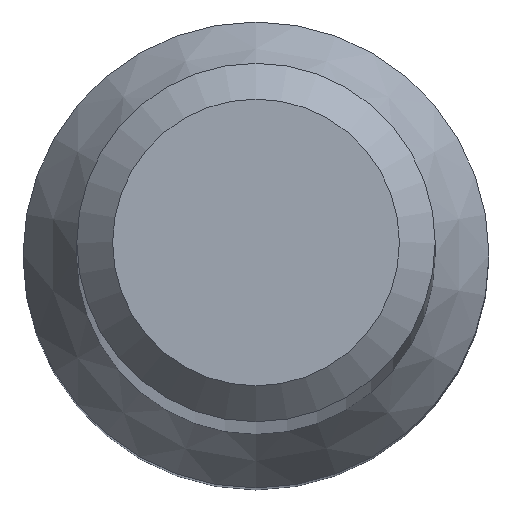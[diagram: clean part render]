
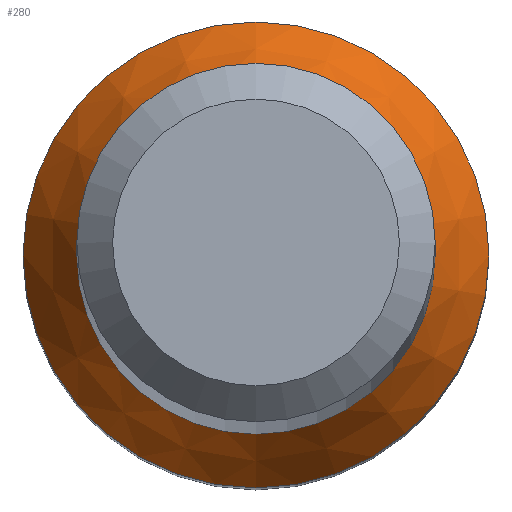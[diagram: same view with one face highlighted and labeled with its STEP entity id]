
A CAD part, top view. The second image highlights one B-rep face of the part: STEP entity #280.
In plain terms, the highlighted conical face has half-angle 30 degrees and reference radius 1.95 mm.
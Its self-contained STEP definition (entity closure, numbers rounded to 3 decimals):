
#1 = CIRCLE ( 'NONE', #215, 1.5 ) ;
#6 = DIRECTION ( 'NONE',  ( 0., 0., -1. ) ) ;
#31 = EDGE_CURVE ( 'NONE', #72, #72, #1, .T. ) ;
#45 = ORIENTED_EDGE ( 'NONE', *, *, #81, .F. ) ;
#70 = FACE_BOUND ( 'NONE', #97, .T. ) ;
#72 = VERTEX_POINT ( 'NONE', #246 ) ;
#81 = EDGE_CURVE ( 'NONE', #256, #256, #302, .T. ) ;
#97 = EDGE_LOOP ( 'NONE', ( #219 ) ) ;
#104 = CONICAL_SURFACE ( 'NONE', #167, 1.95, 0.524 ) ;
#113 = EDGE_LOOP ( 'NONE', ( #45 ) ) ;
#138 = DIRECTION ( 'NONE',  ( 0., 1., 0. ) ) ;
#142 = AXIS2_PLACEMENT_3D ( 'NONE', #204, #295, #298 ) ;
#148 = DIRECTION ( 'NONE',  ( 0., 0., -1. ) ) ;
#150 = DIRECTION ( 'NONE',  ( 0., 1., 0. ) ) ;
#164 = CARTESIAN_POINT ( 'NONE',  ( 0., 0., 10. ) ) ;
#167 = AXIS2_PLACEMENT_3D ( 'NONE', #164, #6, #138 ) ;
#193 = FACE_OUTER_BOUND ( 'NONE', #113, .T. ) ;
#204 = CARTESIAN_POINT ( 'NONE',  ( 0., 0., 10. ) ) ;
#215 = AXIS2_PLACEMENT_3D ( 'NONE', #230, #148, #150 ) ;
#219 = ORIENTED_EDGE ( 'NONE', *, *, #31, .T. ) ;
#222 = CARTESIAN_POINT ( 'NONE',  ( 0., 1.95, 10. ) ) ;
#230 = CARTESIAN_POINT ( 'NONE',  ( 0., 0., 10.779 ) ) ;
#246 = CARTESIAN_POINT ( 'NONE',  ( 0., 1.5, 10.779 ) ) ;
#256 = VERTEX_POINT ( 'NONE', #222 ) ;
#280 = ADVANCED_FACE ( 'NONE', ( #70, #193 ), #104, .T. ) ;
#295 = DIRECTION ( 'NONE',  ( 0., 0., -1. ) ) ;
#298 = DIRECTION ( 'NONE',  ( 0., 1., 0. ) ) ;
#302 = CIRCLE ( 'NONE', #142, 1.95 ) ;
